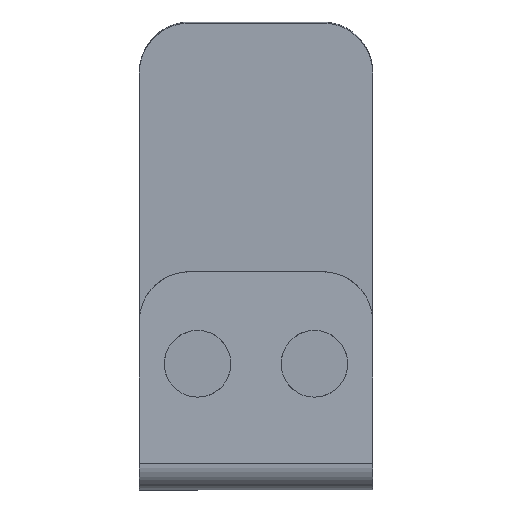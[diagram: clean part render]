
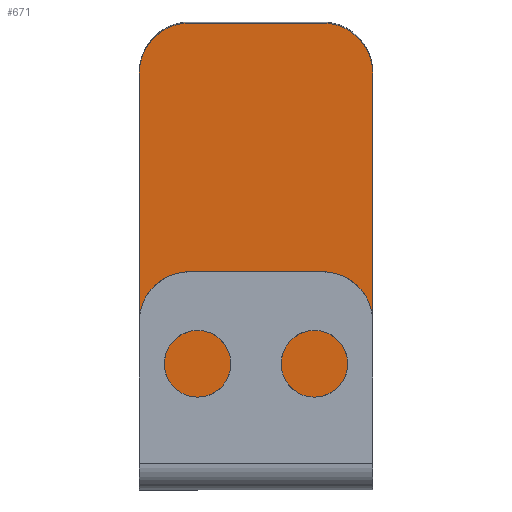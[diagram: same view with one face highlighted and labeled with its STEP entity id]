
A CAD part, front view. The second image highlights one B-rep face of the part: STEP entity #671.
In plain terms, the highlighted planar face has unit normal (0, -0.999, -0.052).
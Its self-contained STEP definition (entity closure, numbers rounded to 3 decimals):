
#21 =( BOUNDED_CURVE ( )  B_SPLINE_CURVE ( 3, ( #206, #514, #752, #178 ),
 .UNSPECIFIED., .F., .T. ) 
 B_SPLINE_CURVE_WITH_KNOTS ( ( 4, 4 ),
 ( 0., 1.571 ),
 .UNSPECIFIED. ) 
 CURVE ( )  GEOMETRIC_REPRESENTATION_ITEM ( )  RATIONAL_B_SPLINE_CURVE ( ( 1., 0.805, 0.805, 1. ) ) 
 REPRESENTATION_ITEM ( '' )  );
#43 = CARTESIAN_POINT ( 'NONE',  ( -5., 0.942, -2.19 ) ) ;
#64 = DIRECTION ( 'NONE',  ( 0., -0.052, 0.999 ) ) ;
#72 = ORIENTED_EDGE ( 'NONE', *, *, #295, .F. ) ;
#103 = VECTOR ( 'NONE', #215, 1000. ) ;
#106 = EDGE_CURVE ( 'NONE', #735, #458, #120, .T. ) ;
#115 = DIRECTION ( 'NONE',  ( 0., 0.999, 0.052 ) ) ;
#120 =( BOUNDED_CURVE ( )  B_SPLINE_CURVE ( 3, ( #177, #725, #603, #661 ),
 .UNSPECIFIED., .F., .T. ) 
 B_SPLINE_CURVE_WITH_KNOTS ( ( 4, 4 ),
 ( 0., 1.571 ),
 .UNSPECIFIED. ) 
 CURVE ( )  GEOMETRIC_REPRESENTATION_ITEM ( )  RATIONAL_B_SPLINE_CURVE ( ( 1., 0.805, 0.805, 1. ) ) 
 REPRESENTATION_ITEM ( '' )  );
#162 = ORIENTED_EDGE ( 'NONE', *, *, #106, .T. ) ;
#165 = EDGE_LOOP ( 'NONE', ( #377, #541, #577, #162, #298, #72 ) ) ;
#176 = CARTESIAN_POINT ( 'NONE',  ( 6., -0.418, 23.763 ) ) ;
#177 = CARTESIAN_POINT ( 'NONE',  ( -2., -0.418, 23.763 ) ) ;
#178 = CARTESIAN_POINT ( 'NONE',  ( 9., -0.261, 20.763 ) ) ;
#187 = EDGE_CURVE ( 'NONE', #768, #735, #391, .T. ) ;
#206 = CARTESIAN_POINT ( 'NONE',  ( 6., -0.418, 23.763 ) ) ;
#215 = DIRECTION ( 'NONE',  ( 0., -0.052, 0.999 ) ) ;
#216 = CARTESIAN_POINT ( 'NONE',  ( 9., 0.942, -2.19 ) ) ;
#224 = AXIS2_PLACEMENT_3D ( 'NONE', #473, #115, #64 ) ;
#239 = VECTOR ( 'NONE', #323, 1000. ) ;
#245 = CARTESIAN_POINT ( 'NONE',  ( -5., 0.942, -2.19 ) ) ;
#284 = LINE ( 'NONE', #288, #103 ) ;
#288 = CARTESIAN_POINT ( 'NONE',  ( 9., 0.363, 8.847 ) ) ;
#295 = EDGE_CURVE ( 'NONE', #667, #607, #464, .T. ) ;
#298 = ORIENTED_EDGE ( 'NONE', *, *, #632, .F. ) ;
#323 = DIRECTION ( 'NONE',  ( 0., -0.052, 0.999 ) ) ;
#337 = DIRECTION ( 'NONE',  ( -1., 0., 0. ) ) ;
#363 = CARTESIAN_POINT ( 'NONE',  ( 9., -0.261, 20.763 ) ) ;
#368 = EDGE_CURVE ( 'NONE', #667, #740, #284, .T. ) ;
#377 = ORIENTED_EDGE ( 'NONE', *, *, #368, .T. ) ;
#389 = VECTOR ( 'NONE', #337, 1000. ) ;
#391 = LINE ( 'NONE', #445, #389 ) ;
#445 = CARTESIAN_POINT ( 'NONE',  ( -2., -0.418, 23.763 ) ) ;
#456 = LINE ( 'NONE', #245, #239 ) ;
#458 = VERTEX_POINT ( 'NONE', #492 ) ;
#459 = FACE_OUTER_BOUND ( 'NONE', #165, .T. ) ;
#464 = LINE ( 'NONE', #635, #575 ) ;
#473 = CARTESIAN_POINT ( 'NONE',  ( 4., 0.363, 8.847 ) ) ;
#492 = CARTESIAN_POINT ( 'NONE',  ( -5., -0.261, 20.763 ) ) ;
#514 = CARTESIAN_POINT ( 'NONE',  ( 7.757, -0.418, 23.763 ) ) ;
#519 = DIRECTION ( 'NONE',  ( -1., 0., 0. ) ) ;
#541 = ORIENTED_EDGE ( 'NONE', *, *, #617, .F. ) ;
#575 = VECTOR ( 'NONE', #519, 1000. ) ;
#577 = ORIENTED_EDGE ( 'NONE', *, *, #187, .T. ) ;
#603 = CARTESIAN_POINT ( 'NONE',  ( -5., -0.353, 22.521 ) ) ;
#607 = VERTEX_POINT ( 'NONE', #43 ) ;
#617 = EDGE_CURVE ( 'NONE', #768, #740, #21, .T. ) ;
#632 = EDGE_CURVE ( 'NONE', #607, #458, #456, .T. ) ;
#635 = CARTESIAN_POINT ( 'NONE',  ( 4., 0.942, -2.19 ) ) ;
#661 = CARTESIAN_POINT ( 'NONE',  ( -5., -0.261, 20.763 ) ) ;
#667 = VERTEX_POINT ( 'NONE', #216 ) ;
#671 = ADVANCED_FACE ( 'NONE', ( #459 ), #697, .F. ) ;
#697 = PLANE ( 'NONE',  #224 ) ;
#705 = CARTESIAN_POINT ( 'NONE',  ( -2., -0.418, 23.763 ) ) ;
#725 = CARTESIAN_POINT ( 'NONE',  ( -3.757, -0.418, 23.763 ) ) ;
#735 = VERTEX_POINT ( 'NONE', #705 ) ;
#740 = VERTEX_POINT ( 'NONE', #363 ) ;
#752 = CARTESIAN_POINT ( 'NONE',  ( 9., -0.353, 22.521 ) ) ;
#768 = VERTEX_POINT ( 'NONE', #176 ) ;
